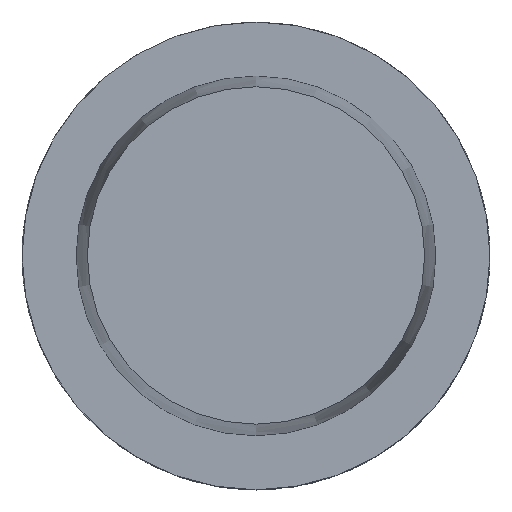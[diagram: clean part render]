
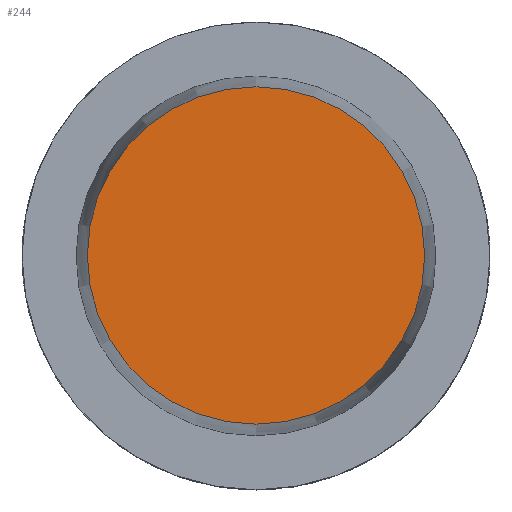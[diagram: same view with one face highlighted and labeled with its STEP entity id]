
A CAD part, top view. The second image highlights one B-rep face of the part: STEP entity #244.
In plain terms, the highlighted planar face has unit normal (0, 0, 1).
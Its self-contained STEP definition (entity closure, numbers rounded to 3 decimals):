
#244=ADVANCED_FACE('240[2]',(#679),#680,.T.);
#461=EDGE_CURVE('240[2]',#979,#979,#980,.T.);
#679=FACE_OUTER_BOUND('',#1262,.T.);
#680=PLANE('',#1263);
#979=VERTEX_POINT('',#1794);
#980=CIRCLE('',#1795,22.715);
#1262=EDGE_LOOP('',(#2211));
#1263=AXIS2_PLACEMENT_3D('',#2212,#2213,#2214);
#1794=CARTESIAN_POINT('',(0.,-22.715,32.0));
#1795=AXIS2_PLACEMENT_3D('',#2557,#2558,#2559);
#2211=ORIENTED_EDGE('',*,*,#461,.F.);
#2212=CARTESIAN_POINT('',(0.,-11.357,32.0));
#2213=DIRECTION('',(0.,0.,1.0));
#2214=DIRECTION('',(1.0,0.,0.0));
#2557=CARTESIAN_POINT('',(0.,0.,32.0));
#2558=DIRECTION('',(0.,0.,-1.0));
#2559=DIRECTION('',(0.,-1.0,0.));
